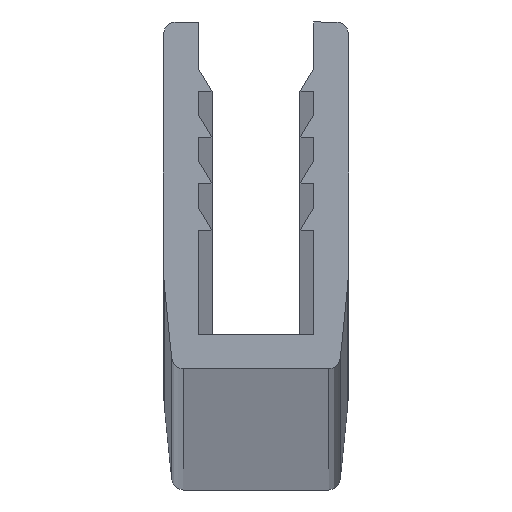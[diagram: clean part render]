
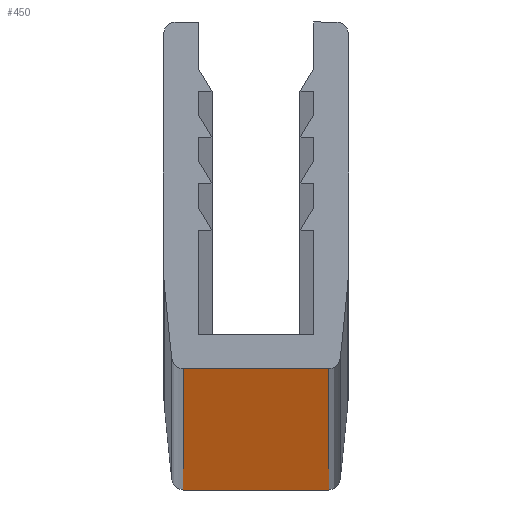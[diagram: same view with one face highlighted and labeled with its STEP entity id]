
A CAD part, top view. The second image highlights one B-rep face of the part: STEP entity #450.
In plain terms, the highlighted planar face has unit normal (0, -1, 0).
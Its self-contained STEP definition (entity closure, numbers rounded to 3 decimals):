
#35 = CARTESIAN_POINT ( 'NONE',  ( -0.852, 0., 0. ) ) ;
#47 = VERTEX_POINT ( 'NONE', #35 ) ;
#50 = VERTEX_POINT ( 'NONE', #406 ) ;
#59 = VERTEX_POINT ( 'NONE', #415 ) ;
#346 = PLANE ( 'NONE',  #1411 ) ;
#347 = CARTESIAN_POINT ( 'NONE',  ( 0., 0., 3000. ) ) ;
#348 = DIRECTION ( 'NONE',  ( 0., 1., 0. ) ) ;
#349 = DIRECTION ( 'NONE',  ( -1., 0., 0. ) ) ;
#406 = CARTESIAN_POINT ( 'NONE',  ( -0.852, 0., 3000. ) ) ;
#415 = CARTESIAN_POINT ( 'NONE',  ( -7.148, 0., 3000. ) ) ;
#450 = ADVANCED_FACE ( 'NONE', ( #1150 ), #346, .F. ) ;
#478 = VERTEX_POINT ( 'NONE', #1008 ) ;
#521 = ORIENTED_EDGE ( 'NONE', *, *, #1060, .T. ) ;
#528 = ORIENTED_EDGE ( 'NONE', *, *, #1077, .T. ) ;
#569 = EDGE_LOOP ( 'NONE', ( #645, #714, #528, #521 ) ) ;
#645 = ORIENTED_EDGE ( 'NONE', *, *, #1091, .F. ) ;
#714 = ORIENTED_EDGE ( 'NONE', *, *, #1072, .T. ) ;
#811 = CARTESIAN_POINT ( 'NONE',  ( 0., 0., 0. ) ) ;
#812 = DIRECTION ( 'NONE',  ( 1., 0., 0. ) ) ;
#840 = CARTESIAN_POINT ( 'NONE',  ( 0., 0., 3000. ) ) ;
#841 = DIRECTION ( 'NONE',  ( 1., 0., 0. ) ) ;
#1008 = CARTESIAN_POINT ( 'NONE',  ( -7.148, 0., 0. ) ) ;
#1032 = CARTESIAN_POINT ( 'NONE',  ( -0.852, 0., 3000. ) ) ;
#1033 = DIRECTION ( 'NONE',  ( 0., 0., 1. ) ) ;
#1056 = CARTESIAN_POINT ( 'NONE',  ( -7.148, 0., 3000. ) ) ;
#1057 = DIRECTION ( 'NONE',  ( 0., 0., -1. ) ) ;
#1060 = EDGE_CURVE ( 'NONE', #47, #50, #1129, .T. ) ;
#1072 = EDGE_CURVE ( 'NONE', #59, #478, #1189, .T. ) ;
#1077 = EDGE_CURVE ( 'NONE', #478, #47, #1231, .T. ) ;
#1091 = EDGE_CURVE ( 'NONE', #59, #50, #1287, .T. ) ;
#1125 = VECTOR ( 'NONE', #1033, 1000. ) ;
#1129 = LINE ( 'NONE', #1032, #1125 ) ;
#1150 = FACE_OUTER_BOUND ( 'NONE', #569, .T. ) ;
#1189 = LINE ( 'NONE', #1056, #1191 ) ;
#1191 = VECTOR ( 'NONE', #1057, 1000. ) ;
#1231 = LINE ( 'NONE', #811, #1236 ) ;
#1236 = VECTOR ( 'NONE', #812, 1000. ) ;
#1287 = LINE ( 'NONE', #840, #1289 ) ;
#1289 = VECTOR ( 'NONE', #841, 1000. ) ;
#1411 = AXIS2_PLACEMENT_3D ( 'NONE', #347, #348, #349 ) ;
